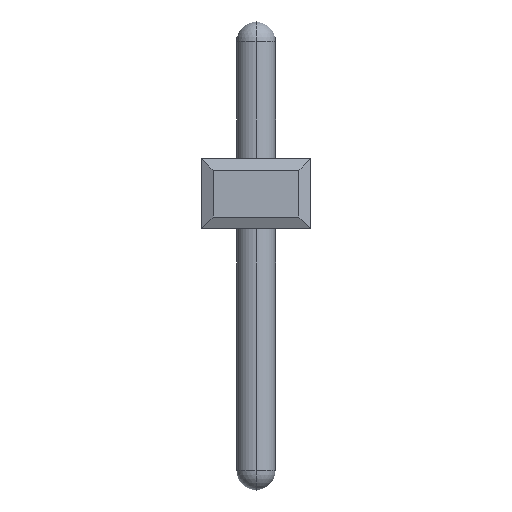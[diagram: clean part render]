
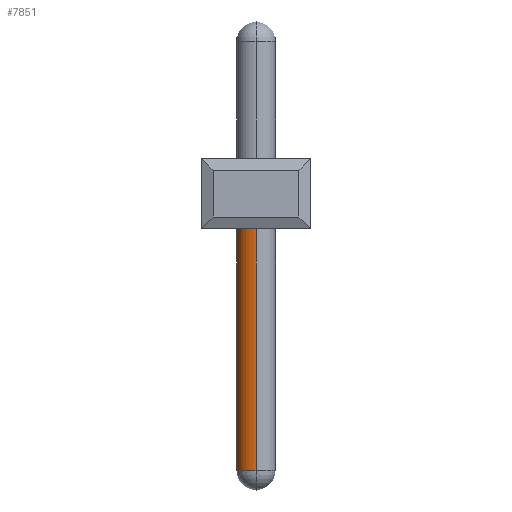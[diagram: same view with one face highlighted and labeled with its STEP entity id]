
A CAD part, front view. The second image highlights one B-rep face of the part: STEP entity #7851.
In plain terms, the highlighted cylindrical face has radius 0.5 mm (diameter 1 mm), a partial arc.
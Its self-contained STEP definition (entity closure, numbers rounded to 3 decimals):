
#2707=CARTESIAN_POINT('',(1.4,-29.75,0.2));
#2708=DIRECTION('',(0.,0.,1.));
#2709=DIRECTION('',(0.,1.,0.));
#2710=AXIS2_PLACEMENT_3D('',#2707,#2708,#2709);
#2721=CARTESIAN_POINT('',(1.4,-29.75,-6.2));
#2722=DIRECTION('',(0.,0.,1.));
#2723=DIRECTION('',(0.,1.,0.));
#2724=AXIS2_PLACEMENT_3D('',#2721,#2722,#2723);
#2726=DIRECTION('',(0.,0.,1.));
#2727=VECTOR('',#2726,6.4);
#2728=CARTESIAN_POINT('',(1.4,-29.25,-6.2));
#2729=LINE('',#2728,#2727);
#2735=DIRECTION('',(0.,0.,1.));
#2736=VECTOR('',#2735,6.4);
#2737=CARTESIAN_POINT('',(1.4,-30.25,-6.2));
#2738=LINE('',#2737,#2736);
#3470=CARTESIAN_POINT('',(1.4,-29.25,-6.2));
#3472=VERTEX_POINT('',#3470);
#3477=CARTESIAN_POINT('',(1.4,-30.25,-6.2));
#3478=VERTEX_POINT('',#3477);
#3481=CARTESIAN_POINT('',(1.4,-29.25,0.2));
#3482=CARTESIAN_POINT('',(1.4,-30.25,0.2));
#3483=VERTEX_POINT('',#3481);
#3484=VERTEX_POINT('',#3482);
#7837=CARTESIAN_POINT('',(1.4,-29.75,-7.3));
#7838=DIRECTION('',(0.,0.,1.));
#7839=DIRECTION('',(0.,1.,0.));
#7840=AXIS2_PLACEMENT_3D('',#7837,#7838,#7839);
#7841=CYLINDRICAL_SURFACE('',#7840,0.5);
#7842=ORIENTED_EDGE('',*,*,#7818,.T.);
#7844=ORIENTED_EDGE('',*,*,#7843,.F.);
#7846=ORIENTED_EDGE('',*,*,#7845,.F.);
#7848=ORIENTED_EDGE('',*,*,#7847,.T.);
#7849=EDGE_LOOP('',(#7842,#7844,#7846,#7848));
#7850=FACE_OUTER_BOUND('',#7849,.F.);
#7851=ADVANCED_FACE('',(#7850),#7841,.T.);
#2711=CIRCLE('',#2710,0.5);
#2725=CIRCLE('',#2724,0.5);
#7818=EDGE_CURVE('',#3483,#3484,#2711,.T.);
#7843=EDGE_CURVE('',#3478,#3484,#2738,.T.);
#7845=EDGE_CURVE('',#3472,#3478,#2725,.T.);
#7847=EDGE_CURVE('',#3472,#3483,#2729,.T.);
